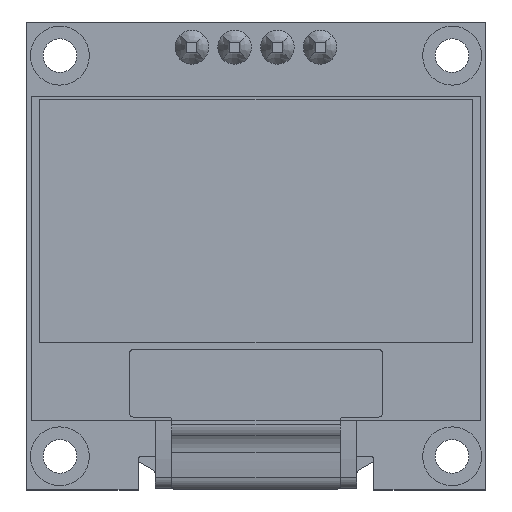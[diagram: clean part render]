
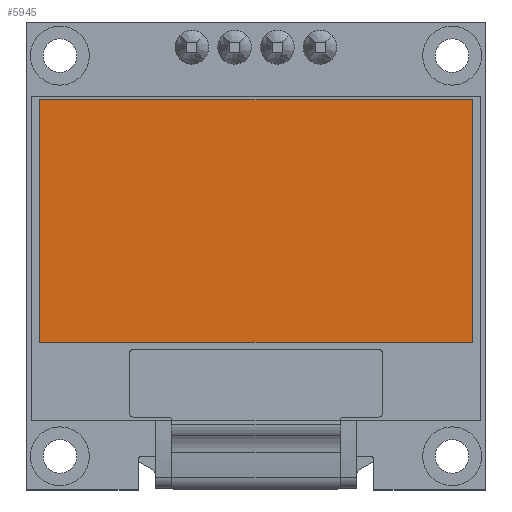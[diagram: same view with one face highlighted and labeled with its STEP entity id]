
A CAD part, top view. The second image highlights one B-rep face of the part: STEP entity #5945.
In plain terms, the highlighted planar face has unit normal (0, 0, 1).
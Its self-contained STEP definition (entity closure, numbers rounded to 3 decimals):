
#5855 = VERTEX_POINT('',#5856);
#5856 = CARTESIAN_POINT('',(12.85,8.18,12.15));
#5862 = EDGE_CURVE('',#5863,#5855,#5865,.T.);
#5863 = VERTEX_POINT('',#5864);
#5864 = CARTESIAN_POINT('',(12.85,-6.22,12.15));
#5865 = LINE('',#5866,#5867);
#5866 = CARTESIAN_POINT('',(12.85,8.18,12.15));
#5867 = VECTOR('',#5868,1.);
#5868 = DIRECTION('',(0.,1.,0.));
#5886 = VERTEX_POINT('',#5887);
#5887 = CARTESIAN_POINT('',(-12.85,8.18,12.15));
#5893 = EDGE_CURVE('',#5855,#5886,#5894,.T.);
#5894 = LINE('',#5895,#5896);
#5895 = CARTESIAN_POINT('',(12.85,8.18,12.15));
#5896 = VECTOR('',#5897,1.);
#5897 = DIRECTION('',(-1.,0.,0.));
#5910 = VERTEX_POINT('',#5911);
#5911 = CARTESIAN_POINT('',(-12.85,-6.22,12.15));
#5917 = EDGE_CURVE('',#5886,#5910,#5918,.T.);
#5918 = LINE('',#5919,#5920);
#5919 = CARTESIAN_POINT('',(-12.85,8.18,12.15));
#5920 = VECTOR('',#5921,1.);
#5921 = DIRECTION('',(0.,-1.,0.));
#5934 = EDGE_CURVE('',#5910,#5863,#5935,.T.);
#5935 = LINE('',#5936,#5937);
#5936 = CARTESIAN_POINT('',(12.85,-6.22,12.15));
#5937 = VECTOR('',#5938,1.);
#5938 = DIRECTION('',(1.,0.,0.));
#5945 = ADVANCED_FACE('',(#5946),#5952,.F.);
#5946 = FACE_BOUND('',#5947,.T.);
#5947 = EDGE_LOOP('',(#5948,#5949,#5950,#5951));
#5948 = ORIENTED_EDGE('',*,*,#5862,.T.);
#5949 = ORIENTED_EDGE('',*,*,#5893,.T.);
#5950 = ORIENTED_EDGE('',*,*,#5917,.T.);
#5951 = ORIENTED_EDGE('',*,*,#5934,.T.);
#5952 = PLANE('',#5953);
#5953 = AXIS2_PLACEMENT_3D('',#5954,#5955,#5956);
#5954 = CARTESIAN_POINT('',(0.,12.8,12.15));
#5955 = DIRECTION('',(0.,0.,-1.));
#5956 = DIRECTION('',(0.,1.,0.));
